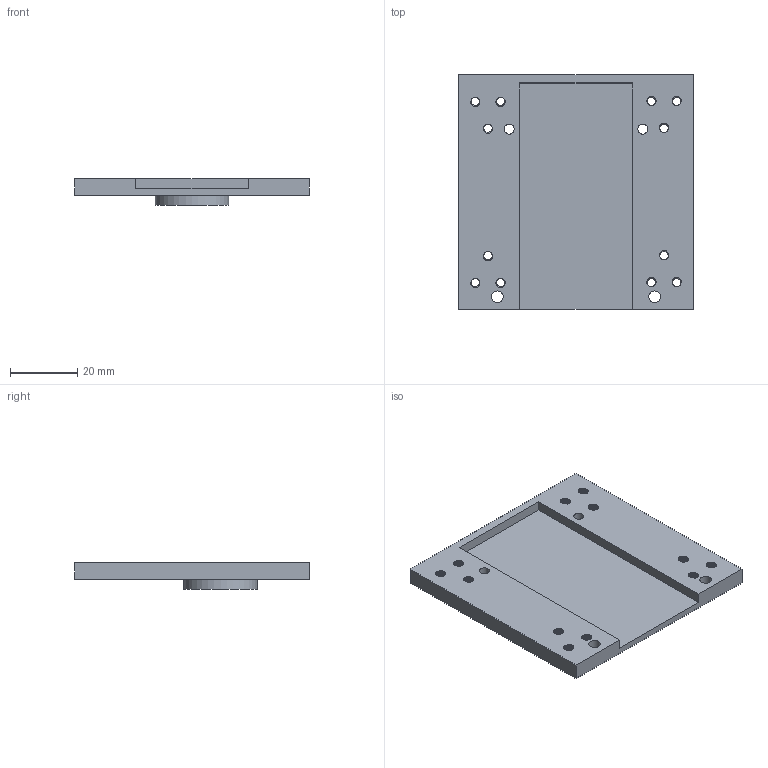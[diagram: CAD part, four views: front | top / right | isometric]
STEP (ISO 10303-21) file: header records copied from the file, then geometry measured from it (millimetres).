
FILE_DESCRIPTION(/* description */ (''),/* implementation_level */ '2;1');
FILE_NAME(/* name */ 'Chassis (22mm).step',/* time_stamp */ '2024-10-29T08:26:04+05:30',/* author */ (''),/* organization */ (''),/* preprocessor_version */ 'ST-DEVELOPER v20',/* originating_system */ 'Autodesk Translation Framework v13.20.0.188',/* authorisation */ '');
FILE_SCHEMA (('AUTOMOTIVE_DESIGN { 1 0 10303 214 3 1 1 }'));
Length unit declared in the file: millimetre
Products named in the file (1): Chassis V2
Bounding box: 70 x 70 x 8 mm (x, y, z)
Volume: 18330.3 mm3; surface area: 12666.3 mm2
Topology: 1 solids, 1 shells, 304 faces, 903 edges, 602 vertices
Faces by surface type: cylinder 269, bspline 24, plane 11
Full cylindrical faces by diameter (mm): 2.529 x60, 3 x2, 3.086 x24, 3.5 x2, 22 x1
Entity records: 26682 total; most frequent: CARTESIAN_POINT 19594, ORIENTED_EDGE 1806, DIRECTION 947, EDGE_CURVE 903, VERTEX_POINT 602, B_SPLINE_CURVE_WITH_KNOTS 576, AXIS2_PLACEMENT_3D 339, EDGE_LOOP 337
